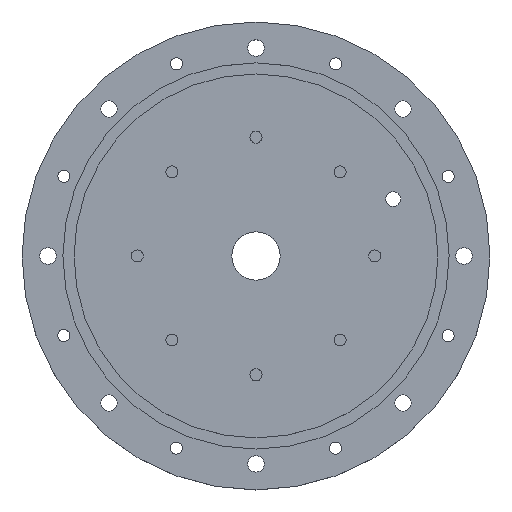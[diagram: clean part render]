
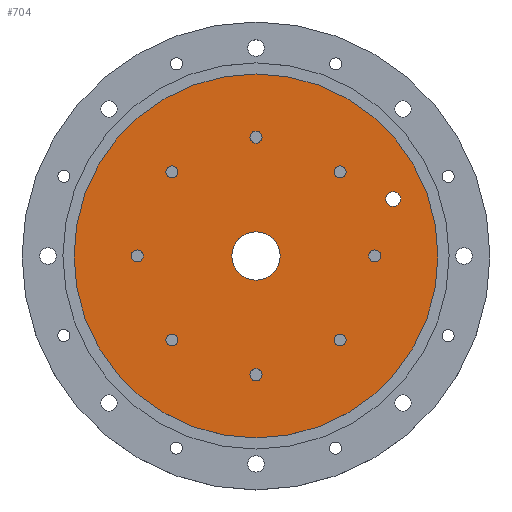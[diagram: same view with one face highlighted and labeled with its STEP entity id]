
A CAD part, top view. The second image highlights one B-rep face of the part: STEP entity #704.
In plain terms, the highlighted planar face has unit normal (0, 0, 1).
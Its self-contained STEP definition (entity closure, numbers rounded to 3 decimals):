
#33=FACE_BOUND('',#172,.T.);
#34=FACE_BOUND('',#173,.T.);
#35=FACE_BOUND('',#174,.T.);
#36=FACE_BOUND('',#175,.T.);
#37=FACE_BOUND('',#176,.T.);
#38=FACE_BOUND('',#177,.T.);
#39=FACE_BOUND('',#178,.T.);
#40=FACE_BOUND('',#179,.T.);
#41=FACE_BOUND('',#180,.T.);
#42=FACE_BOUND('',#181,.T.);
#71=PLANE('',#826);
#112=FACE_OUTER_BOUND('',#171,.T.);
#171=EDGE_LOOP('',(#606));
#172=EDGE_LOOP('',(#607));
#173=EDGE_LOOP('',(#608));
#174=EDGE_LOOP('',(#609));
#175=EDGE_LOOP('',(#610));
#176=EDGE_LOOP('',(#611));
#177=EDGE_LOOP('',(#612));
#178=EDGE_LOOP('',(#613));
#179=EDGE_LOOP('',(#614));
#180=EDGE_LOOP('',(#615));
#181=EDGE_LOOP('',(#616));
#275=CIRCLE('',#754,6.5);
#277=CIRCLE('',#757,2.);
#279=CIRCLE('',#760,1.621);
#281=CIRCLE('',#764,1.621);
#283=CIRCLE('',#768,1.621);
#285=CIRCLE('',#772,1.621);
#287=CIRCLE('',#776,1.621);
#289=CIRCLE('',#780,1.621);
#291=CIRCLE('',#784,1.621);
#293=CIRCLE('',#788,1.621);
#311=CIRCLE('',#816,49.);
#333=VERTEX_POINT('',#1107);
#335=VERTEX_POINT('',#1113);
#337=VERTEX_POINT('',#1119);
#339=VERTEX_POINT('',#1126);
#341=VERTEX_POINT('',#1133);
#343=VERTEX_POINT('',#1140);
#345=VERTEX_POINT('',#1147);
#347=VERTEX_POINT('',#1154);
#349=VERTEX_POINT('',#1161);
#351=VERTEX_POINT('',#1168);
#369=VERTEX_POINT('',#1223);
#399=EDGE_CURVE('',#333,#333,#275,.T.);
#402=EDGE_CURVE('',#335,#335,#277,.T.);
#405=EDGE_CURVE('',#337,#337,#279,.T.);
#408=EDGE_CURVE('',#339,#339,#281,.T.);
#411=EDGE_CURVE('',#341,#341,#283,.T.);
#414=EDGE_CURVE('',#343,#343,#285,.T.);
#417=EDGE_CURVE('',#345,#345,#287,.T.);
#420=EDGE_CURVE('',#347,#347,#289,.T.);
#423=EDGE_CURVE('',#349,#349,#291,.T.);
#426=EDGE_CURVE('',#351,#351,#293,.T.);
#453=EDGE_CURVE('',#369,#369,#311,.T.);
#606=ORIENTED_EDGE('',*,*,#453,.T.);
#607=ORIENTED_EDGE('',*,*,#399,.T.);
#608=ORIENTED_EDGE('',*,*,#402,.T.);
#609=ORIENTED_EDGE('',*,*,#405,.T.);
#610=ORIENTED_EDGE('',*,*,#408,.T.);
#611=ORIENTED_EDGE('',*,*,#411,.T.);
#612=ORIENTED_EDGE('',*,*,#414,.T.);
#613=ORIENTED_EDGE('',*,*,#417,.T.);
#614=ORIENTED_EDGE('',*,*,#420,.T.);
#615=ORIENTED_EDGE('',*,*,#423,.T.);
#616=ORIENTED_EDGE('',*,*,#426,.T.);
#704=ADVANCED_FACE('',(#112,#33,#34,#35,#36,#37,#38,#39,#40,#41,#42),#71,
 .T.);
#754=AXIS2_PLACEMENT_3D('',#1108,#888,#889);
#757=AXIS2_PLACEMENT_3D('',#1114,#895,#896);
#760=AXIS2_PLACEMENT_3D('',#1120,#902,#903);
#764=AXIS2_PLACEMENT_3D('',#1127,#911,#912);
#768=AXIS2_PLACEMENT_3D('',#1134,#920,#921);
#772=AXIS2_PLACEMENT_3D('',#1141,#929,#930);
#776=AXIS2_PLACEMENT_3D('',#1148,#938,#939);
#780=AXIS2_PLACEMENT_3D('',#1155,#947,#948);
#784=AXIS2_PLACEMENT_3D('',#1162,#956,#957);
#788=AXIS2_PLACEMENT_3D('',#1169,#965,#966);
#816=AXIS2_PLACEMENT_3D('',#1224,#1030,#1031);
#826=AXIS2_PLACEMENT_3D('',#1242,#1053,#1054);
#888=DIRECTION('center_axis',(0.,0.,-1.));
#889=DIRECTION('ref_axis',(1.,0.,0.));
#895=DIRECTION('center_axis',(0.,0.,-1.));
#896=DIRECTION('ref_axis',(1.,0.,0.));
#902=DIRECTION('center_axis',(0.,0.,-1.));
#903=DIRECTION('ref_axis',(0.707,-0.707,0.));
#911=DIRECTION('center_axis',(0.,0.,-1.));
#912=DIRECTION('ref_axis',(0.,-1.,0.));
#920=DIRECTION('center_axis',(0.,0.,-1.));
#921=DIRECTION('ref_axis',(-0.707,-0.707,0.));
#929=DIRECTION('center_axis',(0.,0.,-1.));
#930=DIRECTION('ref_axis',(-1.,0.,0.));
#938=DIRECTION('center_axis',(0.,0.,-1.));
#939=DIRECTION('ref_axis',(-0.707,0.707,0.));
#947=DIRECTION('center_axis',(0.,0.,-1.));
#948=DIRECTION('ref_axis',(0.,1.,0.));
#956=DIRECTION('center_axis',(0.,0.,-1.));
#957=DIRECTION('ref_axis',(0.707,0.707,0.));
#965=DIRECTION('center_axis',(0.,0.,-1.));
#966=DIRECTION('ref_axis',(1.,0.,0.));
#1030=DIRECTION('center_axis',(0.,0.,1.));
#1031=DIRECTION('ref_axis',(-1.,0.,0.));
#1053=DIRECTION('center_axis',(0.,0.,1.));
#1054=DIRECTION('ref_axis',(1.,0.,0.));
#1107=CARTESIAN_POINT('',(-6.5,0.,10.));
#1108=CARTESIAN_POINT('Origin',(0.,0.,10.));
#1113=CARTESIAN_POINT('',(34.955,15.307,10.));
#1114=CARTESIAN_POINT('Origin',(36.955,15.307,10.));
#1119=CARTESIAN_POINT('',(21.481,23.774,10.));
#1120=CARTESIAN_POINT('Origin',(22.627,22.627,10.));
#1126=CARTESIAN_POINT('',(32.,1.621,10.));
#1127=CARTESIAN_POINT('Origin',(32.,0.,10.));
#1133=CARTESIAN_POINT('',(23.774,-21.481,10.));
#1134=CARTESIAN_POINT('Origin',(22.627,-22.627,10.));
#1140=CARTESIAN_POINT('',(1.621,-32.,10.));
#1141=CARTESIAN_POINT('Origin',(0.,-32.,10.));
#1147=CARTESIAN_POINT('',(-21.481,-23.774,10.));
#1148=CARTESIAN_POINT('Origin',(-22.627,-22.627,10.));
#1154=CARTESIAN_POINT('',(-32.,-1.621,10.));
#1155=CARTESIAN_POINT('Origin',(-32.,0.,10.));
#1161=CARTESIAN_POINT('',(-23.774,21.481,10.));
#1162=CARTESIAN_POINT('Origin',(-22.627,22.627,10.));
#1168=CARTESIAN_POINT('',(-1.621,32.,10.));
#1169=CARTESIAN_POINT('Origin',(0.,32.,10.));
#1223=CARTESIAN_POINT('',(49.,0.,10.));
#1224=CARTESIAN_POINT('Origin',(0.,0.,10.));
#1242=CARTESIAN_POINT('Origin',(0.,0.,10.));
